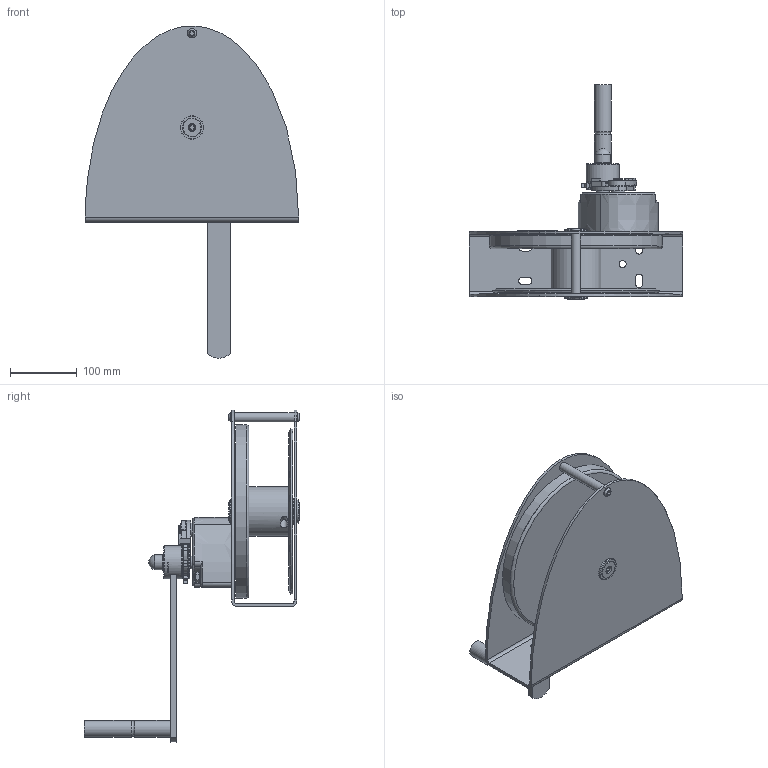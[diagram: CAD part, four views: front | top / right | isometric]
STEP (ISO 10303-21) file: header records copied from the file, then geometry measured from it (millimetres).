
FILE_DESCRIPTION(('STEP AP214'),'1');
FILE_NAME('PMH Vinsch KWV1250.stp','2013-06-28T09:44:33',(' '),(' '),'Spatial InterOp 3D',' ',' ');
FILE_SCHEMA(('automotive_design'));
Length unit declared in the file: millimetre
Products named in the file (4): PMH Vinsch KWV1250; 1; 2; 3
Assembly tree (3 placements, depth 2):
  PMH Vinsch KWV1250
    1
    2
    3
Bounding box: 320 x 323.33 x 498.77 mm (x, y, z)
Volume: 2536991.8 mm3; surface area: 719802.7 mm2
Topology: 3 solids, 3 shells, 858 faces, 2323 edges, 1525 vertices
Faces by surface type: cylinder 446, plane 230, cone 128, torus 33, bspline 12, extrusion 6, sphere 3
Full cylindrical faces by diameter (mm): 1.7 x2, 2.5 x2, 6 x2, 8 x2, 10 x2, 10.5 x1, 12 x2, 14 x5, 16 x5, 18.5 x1, 19 x1, 22 x2, 23 x1, 24 x1, 25 x2, 26.75 x1, 28 x4, 30 x1, 34 x2, 35 x2, 40 x2, 50 x3, 75 x1, 90 x1, 256 x1, 260 x1
Entity records: 41490 total; most frequent: CARTESIAN_POINT 13045, DIRECTION 4630, ORIENTED_EDGE 4416, EDGE_CURVE 2208, AXIS2_PLACEMENT_3D 1888, VERTEX_POINT 1504, CIRCLE 1040, EDGE_LOOP 1033
